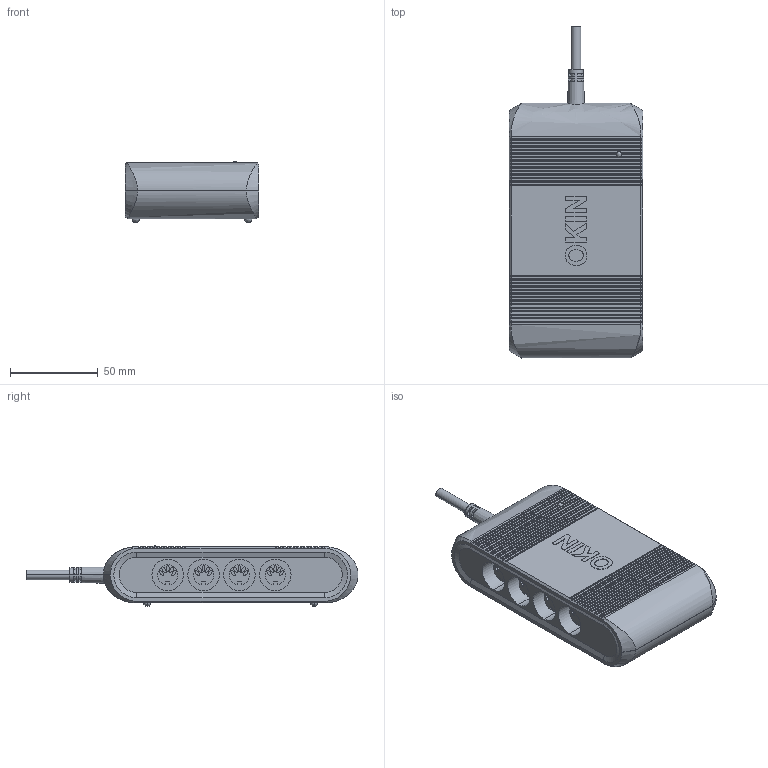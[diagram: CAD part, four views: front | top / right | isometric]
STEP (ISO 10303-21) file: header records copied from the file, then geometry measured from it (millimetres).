
FILE_DESCRIPTION (( 'STEP AP203' ), '1' );
FILE_NAME ('Cu 155+.STEP', '2016-10-12T11:52:20', ( 'admin' ), ( 'Hewlett-Packard Company' ), 'SwSTEP 2.0', 'SolidWorks 2016', '' );
FILE_SCHEMA (( 'CONFIG_CONTROL_DESIGN' ));
Length unit declared in the file: millimetre
Products named in the file (1): Cu 155+
Bounding box: 76 x 189 x 34.7 mm (x, y, z)
Volume: 318408.9 mm3; surface area: 39676.5 mm2
Topology: 1 solids, 6 shells, 546 faces, 1423 edges, 939 vertices
Faces by surface type: plane 342, cylinder 157, bspline 40, cone 7
Entity records: 18810 total; most frequent: CARTESIAN_POINT 5808, ORIENTED_EDGE 2842, DIRECTION 2446, EDGE_CURVE 1421, LINE 964, VECTOR 964, VERTEX_POINT 939, AXIS2_PLACEMENT_3D 741
